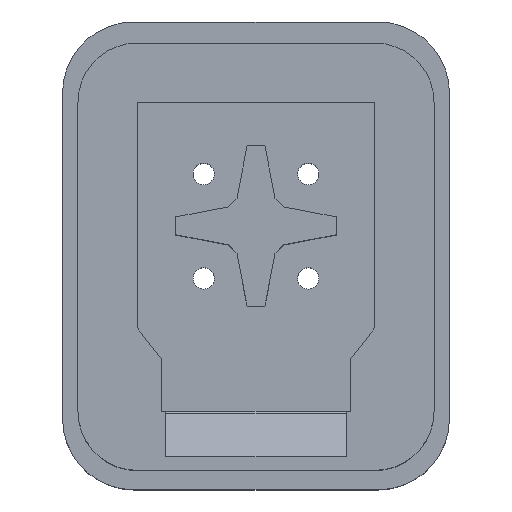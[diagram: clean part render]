
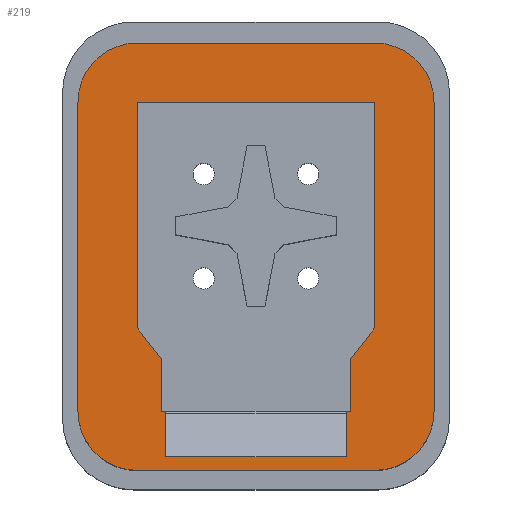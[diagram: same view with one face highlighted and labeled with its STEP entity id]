
A CAD part, top view. The second image highlights one B-rep face of the part: STEP entity #219.
In plain terms, the highlighted planar face has unit normal (0, 0, 1).
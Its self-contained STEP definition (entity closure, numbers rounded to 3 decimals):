
#32 = VERTEX_POINT('',#33);
#33 = CARTESIAN_POINT('',(-7.5,-7.8,11.5));
#39 = EDGE_CURVE('',#32,#40,#42,.T.);
#40 = VERTEX_POINT('',#41);
#41 = CARTESIAN_POINT('',(-7.5,5.2,11.5));
#42 = LINE('',#43,#44);
#43 = CARTESIAN_POINT('',(-7.5,-7.8,11.5));
#44 = VECTOR('',#45,1.);
#45 = DIRECTION('',(0.,1.,0.));
#200 = VERTEX_POINT('',#201);
#201 = CARTESIAN_POINT('',(-5.,7.7,11.5));
#207 = EDGE_CURVE('',#200,#40,#208,.T.);
#208 = CIRCLE('',#209,2.5);
#209 = AXIS2_PLACEMENT_3D('',#210,#211,#212);
#210 = CARTESIAN_POINT('',(-5.,5.2,11.5));
#211 = DIRECTION('',(0.,0.,1.));
#212 = DIRECTION('',(1.,0.,0.));
#219 = ADVANCED_FACE('',(#220,#273),#371,.T.);
#220 = FACE_BOUND('',#221,.T.);
#221 = EDGE_LOOP('',(#222,#223,#232,#240,#249,#257,#266,#272));
#222 = ORIENTED_EDGE('',*,*,#39,.F.);
#223 = ORIENTED_EDGE('',*,*,#224,.T.);
#224 = EDGE_CURVE('',#32,#225,#227,.T.);
#225 = VERTEX_POINT('',#226);
#226 = CARTESIAN_POINT('',(-5.,-10.3,11.5));
#227 = CIRCLE('',#228,2.5);
#228 = AXIS2_PLACEMENT_3D('',#229,#230,#231);
#229 = CARTESIAN_POINT('',(-5.,-7.8,11.5));
#230 = DIRECTION('',(0.,0.,1.));
#231 = DIRECTION('',(1.,0.,0.));
#232 = ORIENTED_EDGE('',*,*,#233,.F.);
#233 = EDGE_CURVE('',#234,#225,#236,.T.);
#234 = VERTEX_POINT('',#235);
#235 = CARTESIAN_POINT('',(5.,-10.3,11.5));
#236 = LINE('',#237,#238);
#237 = CARTESIAN_POINT('',(5.,-10.3,11.5));
#238 = VECTOR('',#239,1.);
#239 = DIRECTION('',(-1.,0.,0.));
#240 = ORIENTED_EDGE('',*,*,#241,.T.);
#241 = EDGE_CURVE('',#234,#242,#244,.T.);
#242 = VERTEX_POINT('',#243);
#243 = CARTESIAN_POINT('',(7.5,-7.8,11.5));
#244 = CIRCLE('',#245,2.5);
#245 = AXIS2_PLACEMENT_3D('',#246,#247,#248);
#246 = CARTESIAN_POINT('',(5.,-7.8,11.5));
#247 = DIRECTION('',(0.,0.,1.));
#248 = DIRECTION('',(1.,0.,0.));
#249 = ORIENTED_EDGE('',*,*,#250,.F.);
#250 = EDGE_CURVE('',#251,#242,#253,.T.);
#251 = VERTEX_POINT('',#252);
#252 = CARTESIAN_POINT('',(7.5,5.2,11.5));
#253 = LINE('',#254,#255);
#254 = CARTESIAN_POINT('',(7.5,5.2,11.5));
#255 = VECTOR('',#256,1.);
#256 = DIRECTION('',(0.,-1.,0.));
#257 = ORIENTED_EDGE('',*,*,#258,.T.);
#258 = EDGE_CURVE('',#251,#259,#261,.T.);
#259 = VERTEX_POINT('',#260);
#260 = CARTESIAN_POINT('',(5.,7.7,11.5));
#261 = CIRCLE('',#262,2.5);
#262 = AXIS2_PLACEMENT_3D('',#263,#264,#265);
#263 = CARTESIAN_POINT('',(5.,5.2,11.5));
#264 = DIRECTION('',(0.,0.,1.));
#265 = DIRECTION('',(1.,0.,0.));
#266 = ORIENTED_EDGE('',*,*,#267,.F.);
#267 = EDGE_CURVE('',#200,#259,#268,.T.);
#268 = LINE('',#269,#270);
#269 = CARTESIAN_POINT('',(-5.,7.7,11.5));
#270 = VECTOR('',#271,1.);
#271 = DIRECTION('',(1.,0.,0.));
#272 = ORIENTED_EDGE('',*,*,#207,.T.);
#273 = FACE_BOUND('',#274,.T.);
#274 = EDGE_LOOP('',(#275,#285,#293,#301,#309,#317,#325,#333,#341,#349,
    #357,#365));
#275 = ORIENTED_EDGE('',*,*,#276,.T.);
#276 = EDGE_CURVE('',#277,#279,#281,.T.);
#277 = VERTEX_POINT('',#278);
#278 = CARTESIAN_POINT('',(-5.,-4.3,11.5));
#279 = VERTEX_POINT('',#280);
#280 = CARTESIAN_POINT('',(-5.,5.2,11.5));
#281 = LINE('',#282,#283);
#282 = CARTESIAN_POINT('',(-5.,-4.3,11.5));
#283 = VECTOR('',#284,1.);
#284 = DIRECTION('',(0.,1.,0.));
#285 = ORIENTED_EDGE('',*,*,#286,.T.);
#286 = EDGE_CURVE('',#279,#287,#289,.T.);
#287 = VERTEX_POINT('',#288);
#288 = CARTESIAN_POINT('',(5.,5.2,11.5));
#289 = LINE('',#290,#291);
#290 = CARTESIAN_POINT('',(-5.,5.2,11.5));
#291 = VECTOR('',#292,1.);
#292 = DIRECTION('',(1.,0.,0.));
#293 = ORIENTED_EDGE('',*,*,#294,.T.);
#294 = EDGE_CURVE('',#287,#295,#297,.T.);
#295 = VERTEX_POINT('',#296);
#296 = CARTESIAN_POINT('',(5.,-4.3,11.5));
#297 = LINE('',#298,#299);
#298 = CARTESIAN_POINT('',(5.,5.2,11.5));
#299 = VECTOR('',#300,1.);
#300 = DIRECTION('',(0.,-1.,0.));
#301 = ORIENTED_EDGE('',*,*,#302,.T.);
#302 = EDGE_CURVE('',#295,#303,#305,.T.);
#303 = VERTEX_POINT('',#304);
#304 = CARTESIAN_POINT('',(4.,-5.6,11.5));
#305 = LINE('',#306,#307);
#306 = CARTESIAN_POINT('',(5.,-4.3,11.5));
#307 = VECTOR('',#308,1.);
#308 = DIRECTION('',(-0.61,-0.793,0.));
#309 = ORIENTED_EDGE('',*,*,#310,.T.);
#310 = EDGE_CURVE('',#303,#311,#313,.T.);
#311 = VERTEX_POINT('',#312);
#312 = CARTESIAN_POINT('',(4.,-7.8,11.5));
#313 = LINE('',#314,#315);
#314 = CARTESIAN_POINT('',(4.,-5.6,11.5));
#315 = VECTOR('',#316,1.);
#316 = DIRECTION('',(0.,-1.,0.));
#317 = ORIENTED_EDGE('',*,*,#318,.T.);
#318 = EDGE_CURVE('',#311,#319,#321,.T.);
#319 = VERTEX_POINT('',#320);
#320 = CARTESIAN_POINT('',(3.8,-7.8,11.5));
#321 = LINE('',#322,#323);
#322 = CARTESIAN_POINT('',(4.,-7.8,11.5));
#323 = VECTOR('',#324,1.);
#324 = DIRECTION('',(-1.,0.,0.));
#325 = ORIENTED_EDGE('',*,*,#326,.F.);
#326 = EDGE_CURVE('',#327,#319,#329,.T.);
#327 = VERTEX_POINT('',#328);
#328 = CARTESIAN_POINT('',(3.8,-9.725,11.5));
#329 = LINE('',#330,#331);
#330 = CARTESIAN_POINT('',(3.8,-4.621,11.5));
#331 = VECTOR('',#332,1.);
#332 = DIRECTION('',(0.,1.,0.));
#333 = ORIENTED_EDGE('',*,*,#334,.T.);
#334 = EDGE_CURVE('',#327,#335,#337,.T.);
#335 = VERTEX_POINT('',#336);
#336 = CARTESIAN_POINT('',(-3.8,-9.725,11.5));
#337 = LINE('',#338,#339);
#338 = CARTESIAN_POINT('',(1.9,-9.725,11.5));
#339 = VECTOR('',#340,1.);
#340 = DIRECTION('',(-1.,0.,0.));
#341 = ORIENTED_EDGE('',*,*,#342,.T.);
#342 = EDGE_CURVE('',#335,#343,#345,.T.);
#343 = VERTEX_POINT('',#344);
#344 = CARTESIAN_POINT('',(-3.8,-7.8,11.5));
#345 = LINE('',#346,#347);
#346 = CARTESIAN_POINT('',(-3.8,-4.621,11.5));
#347 = VECTOR('',#348,1.);
#348 = DIRECTION('',(0.,1.,0.));
#349 = ORIENTED_EDGE('',*,*,#350,.T.);
#350 = EDGE_CURVE('',#343,#351,#353,.T.);
#351 = VERTEX_POINT('',#352);
#352 = CARTESIAN_POINT('',(-4.,-7.8,11.5));
#353 = LINE('',#354,#355);
#354 = CARTESIAN_POINT('',(4.,-7.8,11.5));
#355 = VECTOR('',#356,1.);
#356 = DIRECTION('',(-1.,0.,0.));
#357 = ORIENTED_EDGE('',*,*,#358,.T.);
#358 = EDGE_CURVE('',#351,#359,#361,.T.);
#359 = VERTEX_POINT('',#360);
#360 = CARTESIAN_POINT('',(-4.,-5.6,11.5));
#361 = LINE('',#362,#363);
#362 = CARTESIAN_POINT('',(-4.,-7.8,11.5));
#363 = VECTOR('',#364,1.);
#364 = DIRECTION('',(0.,1.,0.));
#365 = ORIENTED_EDGE('',*,*,#366,.T.);
#366 = EDGE_CURVE('',#359,#277,#367,.T.);
#367 = LINE('',#368,#369);
#368 = CARTESIAN_POINT('',(-4.,-5.6,11.5));
#369 = VECTOR('',#370,1.);
#370 = DIRECTION('',(-0.61,0.793,0.));
#371 = PLANE('',#372);
#372 = AXIS2_PLACEMENT_3D('',#373,#374,#375);
#373 = CARTESIAN_POINT('',(0.,-1.201,11.5));
#374 = DIRECTION('',(0.,0.,1.));
#375 = DIRECTION('',(1.,0.,0.));
